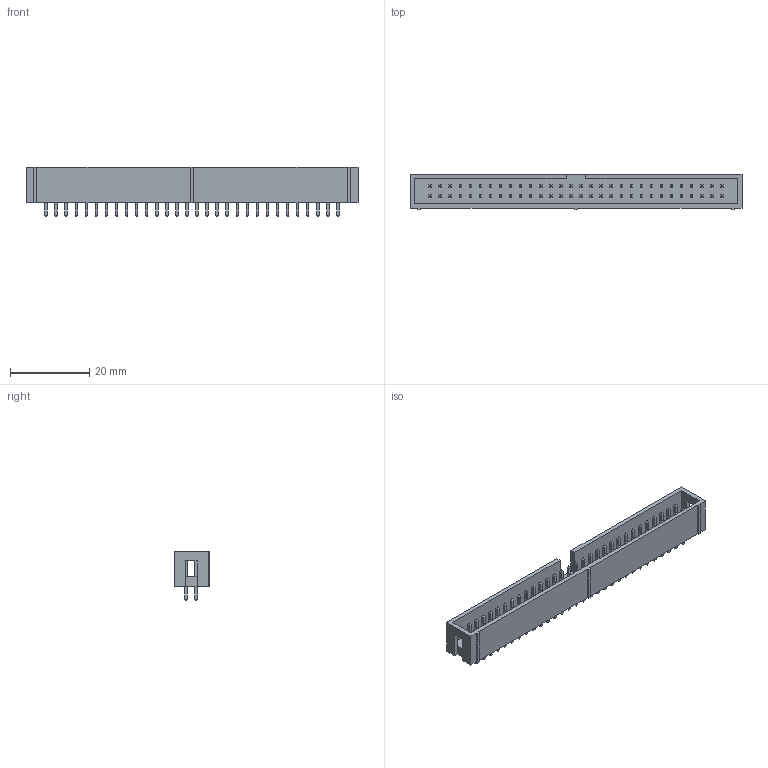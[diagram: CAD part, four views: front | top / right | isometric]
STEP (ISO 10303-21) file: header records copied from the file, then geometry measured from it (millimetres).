
FILE_DESCRIPTION (( 'STEP AP214' ), '1' );
FILE_NAME ('BH-60.STEP', '2018-01-16T19:17:38', ( 'User' ), ( '' ), 'SwSTEP 2.0', 'SolidWorks 2017', '' );
FILE_SCHEMA (( 'AUTOMOTIVE_DESIGN' ));
Length unit declared in the file: millimetre
Products named in the file (1): BH-60
Bounding box: 83.8 x 9 x 12.4 mm (x, y, z)
Volume: 3201.6 mm3; surface area: 5407.6 mm2
Topology: 1 solids, 1 shells, 1114 faces, 2504 edges, 1508 vertices
Faces by surface type: plane 1114
Entity records: 41618 total; most frequent: CARTESIAN_POINT 5127, ORIENTED_EDGE 5008, DIRECTION 4734, EDGE_CURVE 2504, VECTOR 2504, LINE 2504, VERTEX_POINT 1508, EDGE_LOOP 1234
